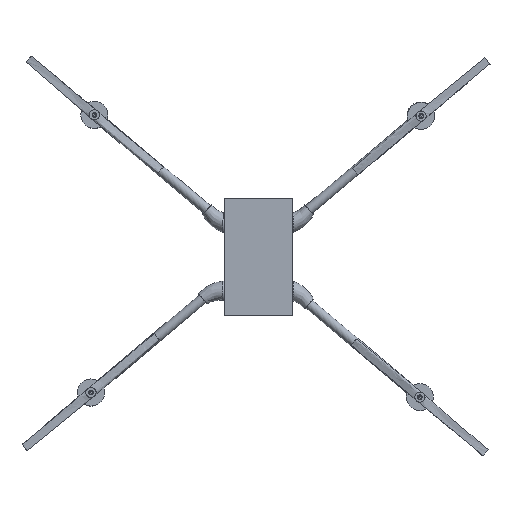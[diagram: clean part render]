
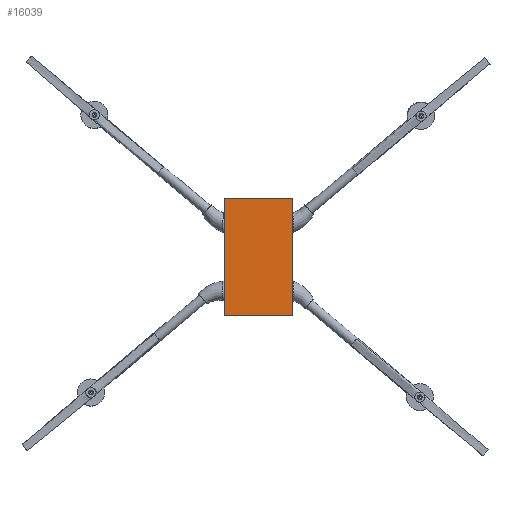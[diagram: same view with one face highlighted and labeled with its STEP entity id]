
A CAD part, top view. The second image highlights one B-rep face of the part: STEP entity #16039.
In plain terms, the highlighted planar face has unit normal (0, 0, 1).
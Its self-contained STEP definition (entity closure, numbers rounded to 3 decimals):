
#15903=CARTESIAN_POINT('Vertex',(50.223,86.474,3.)) ;
#15917=CARTESIAN_POINT('Vertex',(-50.223,86.474,3.)) ;
#15920=CARTESIAN_POINT('Line Origine',(0.,86.474,3.)) ;
#15948=CARTESIAN_POINT('Vertex',(-50.223,-86.474,3.)) ;
#15951=CARTESIAN_POINT('Line Origine',(-50.223,0.,3.)) ;
#15979=CARTESIAN_POINT('Vertex',(50.223,-86.474,3.)) ;
#15982=CARTESIAN_POINT('Line Origine',(0.,-86.474,3.)) ;
#16004=CARTESIAN_POINT('Line Origine',(50.223,0.,3.)) ;
#16028=CARTESIAN_POINT('Axis2P3D Location',(0.,0.,3.)) ;
#15921=DIRECTION('Vector Direction',(1.,0.,0.)) ;
#15952=DIRECTION('Vector Direction',(0.,1.,0.)) ;
#15983=DIRECTION('Vector Direction',(-1.,0.,0.)) ;
#16005=DIRECTION('Vector Direction',(0.,-1.,0.)) ;
#16029=DIRECTION('Axis2P3D Direction',(0.,0.,1.)) ;
#16030=DIRECTION('Axis2P3D XDirection',(1.,0.,0.)) ;
#16031=AXIS2_PLACEMENT_3D('Plane Axis2P3D',#16028,#16029,#16030) ;
#16034=ORIENTED_EDGE('',*,*,#15924,.T.) ;
#16035=ORIENTED_EDGE('',*,*,#15955,.T.) ;
#16036=ORIENTED_EDGE('',*,*,#15986,.T.) ;
#16037=ORIENTED_EDGE('',*,*,#16008,.T.) ;
#15922=VECTOR('Line Direction',#15921,1.) ;
#15953=VECTOR('Line Direction',#15952,1.) ;
#15984=VECTOR('Line Direction',#15983,1.) ;
#16006=VECTOR('Line Direction',#16005,1.) ;
#16039=ADVANCED_FACE('Corps principal',(#16038),#16032,.T.) ;
#15924=EDGE_CURVE('',#15904,#15918,#15923,.F.) ;
#15955=EDGE_CURVE('',#15918,#15949,#15954,.F.) ;
#15986=EDGE_CURVE('',#15949,#15980,#15985,.F.) ;
#16008=EDGE_CURVE('',#15980,#15904,#16007,.F.) ;
#16033=EDGE_LOOP('',(#16034,#16035,#16036,#16037)) ;
#16038=FACE_OUTER_BOUND('',#16033,.T.) ;
#15923=LINE('Line',#15920,#15922) ;
#15954=LINE('Line',#15951,#15953) ;
#15985=LINE('Line',#15982,#15984) ;
#16007=LINE('Line',#16004,#16006) ;
#16032=PLANE('Plane',#16031) ;
#15904=VERTEX_POINT('',#15903) ;
#15918=VERTEX_POINT('',#15917) ;
#15949=VERTEX_POINT('',#15948) ;
#15980=VERTEX_POINT('',#15979) ;
